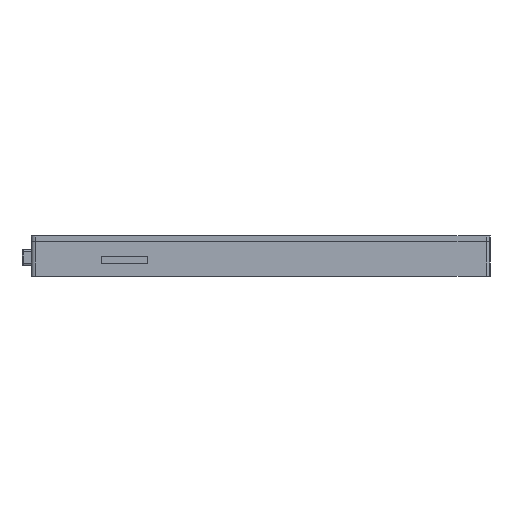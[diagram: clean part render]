
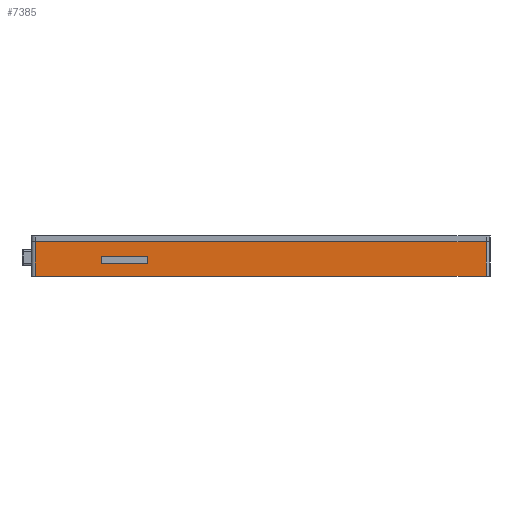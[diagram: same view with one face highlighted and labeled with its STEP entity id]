
A CAD part, left-side view. The second image highlights one B-rep face of the part: STEP entity #7385.
In plain terms, the highlighted planar face has unit normal (-1, 0, 0).
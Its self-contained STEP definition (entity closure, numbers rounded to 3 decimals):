
#551=FACE_BOUND('',#1212,.T.);
#588=PLANE('',#7826);
#790=FACE_OUTER_BOUND('',#1211,.T.);
#1211=EDGE_LOOP('',(#5072,#5073,#5074,#5075));
#1212=EDGE_LOOP('',(#5076,#5077,#5078,#5079));
#1669=LINE('',#9509,#2381);
#1670=LINE('',#9512,#2382);
#1671=LINE('',#9514,#2383);
#1672=LINE('',#9515,#2384);
#1673=LINE('',#9518,#2385);
#1674=LINE('',#9520,#2386);
#1675=LINE('',#9522,#2387);
#1676=LINE('',#9523,#2388);
#2381=VECTOR('',#8153,10.);
#2382=VECTOR('',#8156,10.);
#2383=VECTOR('',#8157,10.);
#2384=VECTOR('',#8158,10.);
#2385=VECTOR('',#8159,10.);
#2386=VECTOR('',#8160,10.);
#2387=VECTOR('',#8161,10.);
#2388=VECTOR('',#8162,10.);
#3176=VERTEX_POINT('',#9502);
#3179=VERTEX_POINT('',#9507);
#3180=VERTEX_POINT('',#9511);
#3181=VERTEX_POINT('',#9513);
#3182=VERTEX_POINT('',#9516);
#3183=VERTEX_POINT('',#9517);
#3184=VERTEX_POINT('',#9519);
#3185=VERTEX_POINT('',#9521);
#3931=EDGE_CURVE('',#3179,#3176,#1669,.T.);
#3932=EDGE_CURVE('',#3180,#3179,#1670,.T.);
#3933=EDGE_CURVE('',#3181,#3180,#1671,.T.);
#3934=EDGE_CURVE('',#3181,#3176,#1672,.T.);
#3935=EDGE_CURVE('',#3182,#3183,#1673,.T.);
#3936=EDGE_CURVE('',#3183,#3184,#1674,.T.);
#3937=EDGE_CURVE('',#3184,#3185,#1675,.T.);
#3938=EDGE_CURVE('',#3185,#3182,#1676,.T.);
#5072=ORIENTED_EDGE('',*,*,#3931,.F.);
#5073=ORIENTED_EDGE('',*,*,#3932,.F.);
#5074=ORIENTED_EDGE('',*,*,#3933,.F.);
#5075=ORIENTED_EDGE('',*,*,#3934,.T.);
#5076=ORIENTED_EDGE('',*,*,#3935,.T.);
#5077=ORIENTED_EDGE('',*,*,#3936,.T.);
#5078=ORIENTED_EDGE('',*,*,#3937,.T.);
#5079=ORIENTED_EDGE('',*,*,#3938,.T.);
#7385=ADVANCED_FACE('',(#790,#551),#588,.T.);
#7826=AXIS2_PLACEMENT_3D('',#9510,#8154,#8155);
#8153=DIRECTION('',(0.,0.,1.));
#8154=DIRECTION('center_axis',(-1.,0.,0.));
#8155=DIRECTION('ref_axis',(0.,0.,1.));
#8156=DIRECTION('',(0.,1.,0.));
#8157=DIRECTION('',(0.,0.,-1.));
#8158=DIRECTION('',(0.,1.,0.));
#8159=DIRECTION('',(0.,0.,-1.));
#8160=DIRECTION('',(0.,1.,0.));
#8161=DIRECTION('',(0.,0.,1.));
#8162=DIRECTION('',(0.,-1.,0.));
#9502=CARTESIAN_POINT('',(-87.6,57.1,8.7));
#9507=CARTESIAN_POINT('',(-87.6,57.1,0.));
#9509=CARTESIAN_POINT('',(-87.6,57.1,0.));
#9510=CARTESIAN_POINT('Origin',(-87.6,57.6,0.));
#9511=CARTESIAN_POINT('',(-87.6,-57.1,0.));
#9512=CARTESIAN_POINT('',(-87.6,57.6,0.));
#9513=CARTESIAN_POINT('',(-87.6,-57.1,8.7));
#9514=CARTESIAN_POINT('',(-87.6,-57.1,0.));
#9515=CARTESIAN_POINT('',(-87.6,28.8,8.7));
#9516=CARTESIAN_POINT('',(-87.6,28.6,5.1));
#9517=CARTESIAN_POINT('',(-87.6,28.6,3.23));
#9518=CARTESIAN_POINT('',(-87.6,28.6,2.468));
#9519=CARTESIAN_POINT('',(-87.6,40.3,3.23));
#9520=CARTESIAN_POINT('',(-87.6,48.95,3.23));
#9521=CARTESIAN_POINT('',(-87.6,40.3,5.1));
#9522=CARTESIAN_POINT('',(-87.6,40.3,2.55));
#9523=CARTESIAN_POINT('',(-87.6,43.1,5.1));
